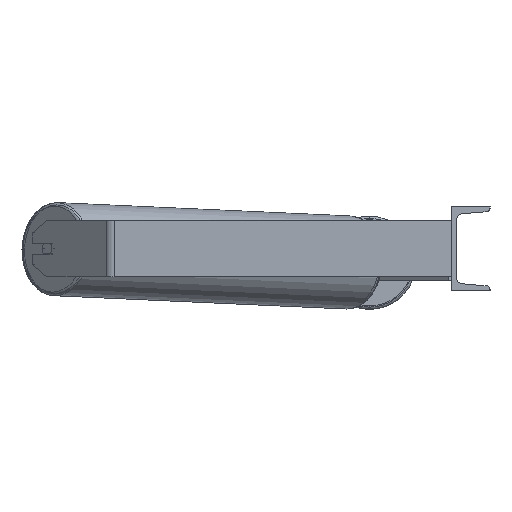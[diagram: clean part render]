
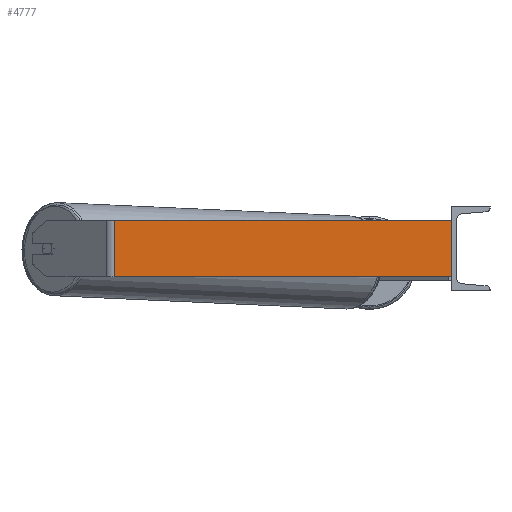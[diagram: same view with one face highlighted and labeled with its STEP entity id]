
A CAD part, left-side view. The second image highlights one B-rep face of the part: STEP entity #4777.
In plain terms, the highlighted planar face has unit normal (-1, 0, 0).
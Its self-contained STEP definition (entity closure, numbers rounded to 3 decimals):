
#446 = ORIENTED_EDGE ( 'NONE', *, *, #8046, .F. ) ;
#470 = VECTOR ( 'NONE', #3905, 1000. ) ;
#625 = LINE ( 'NONE', #1132, #470 ) ;
#775 = DIRECTION ( 'NONE',  ( 0., 0., -1. ) ) ;
#889 = DIRECTION ( 'NONE',  ( 0., -1., 0. ) ) ;
#951 = DIRECTION ( 'NONE',  ( 1., 0., 0. ) ) ;
#1132 = CARTESIAN_POINT ( 'NONE',  ( -885., 488.197, -40. ) ) ;
#1226 = VERTEX_POINT ( 'NONE', #6151 ) ;
#1292 = EDGE_CURVE ( 'NONE', #3932, #1226, #2364, .T. ) ;
#1346 = EDGE_CURVE ( 'NONE', #3932, #3298, #2220, .T. ) ;
#1570 = CARTESIAN_POINT ( 'NONE',  ( -885., 481.57, 40. ) ) ;
#1586 = PLANE ( 'NONE',  #8201 ) ;
#1789 = CARTESIAN_POINT ( 'NONE',  ( -885., 0., -40. ) ) ;
#1940 = VERTEX_POINT ( 'NONE', #1789 ) ;
#2220 = LINE ( 'NONE', #1570, #2470 ) ;
#2284 = FACE_OUTER_BOUND ( 'NONE', #3276, .T. ) ;
#2364 = LINE ( 'NONE', #4978, #5488 ) ;
#2455 = DIRECTION ( 'NONE',  ( 0., 0., -1. ) ) ;
#2470 = VECTOR ( 'NONE', #7733, 1000. ) ;
#3031 = CARTESIAN_POINT ( 'NONE',  ( -885., 0., 40. ) ) ;
#3081 = LINE ( 'NONE', #3031, #4987 ) ;
#3276 = EDGE_LOOP ( 'NONE', ( #3556, #446, #5639, #4849 ) ) ;
#3298 = VERTEX_POINT ( 'NONE', #4948 ) ;
#3556 = ORIENTED_EDGE ( 'NONE', *, *, #6565, .T. ) ;
#3905 = DIRECTION ( 'NONE',  ( 0., -1., 0. ) ) ;
#3932 = VERTEX_POINT ( 'NONE', #8864 ) ;
#4777 = ADVANCED_FACE ( 'NONE', ( #2284 ), #1586, .F. ) ;
#4849 = ORIENTED_EDGE ( 'NONE', *, *, #1346, .T. ) ;
#4948 = CARTESIAN_POINT ( 'NONE',  ( -885., 481.57, -40. ) ) ;
#4978 = CARTESIAN_POINT ( 'NONE',  ( -885., 488.197, 40. ) ) ;
#4987 = VECTOR ( 'NONE', #2455, 1000. ) ;
#5488 = VECTOR ( 'NONE', #889, 1000. ) ;
#5639 = ORIENTED_EDGE ( 'NONE', *, *, #1292, .F. ) ;
#6151 = CARTESIAN_POINT ( 'NONE',  ( -885., 0., 40. ) ) ;
#6565 = EDGE_CURVE ( 'NONE', #3298, #1940, #625, .T. ) ;
#7022 = CARTESIAN_POINT ( 'NONE',  ( -885., 488.197, 40. ) ) ;
#7733 = DIRECTION ( 'NONE',  ( 0., 0., -1. ) ) ;
#8046 = EDGE_CURVE ( 'NONE', #1226, #1940, #3081, .T. ) ;
#8201 = AXIS2_PLACEMENT_3D ( 'NONE', #7022, #951, #775 ) ;
#8864 = CARTESIAN_POINT ( 'NONE',  ( -885., 481.57, 40. ) ) ;
